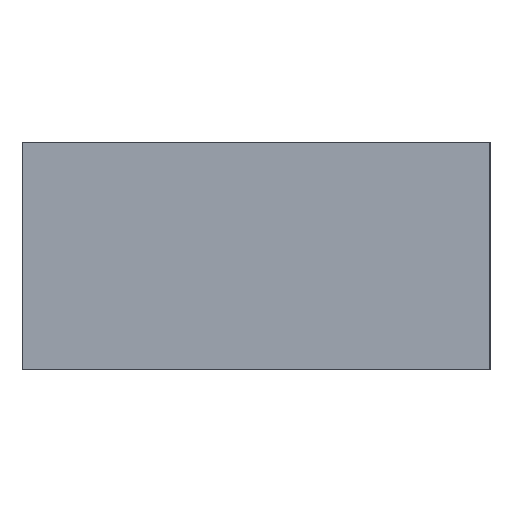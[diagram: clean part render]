
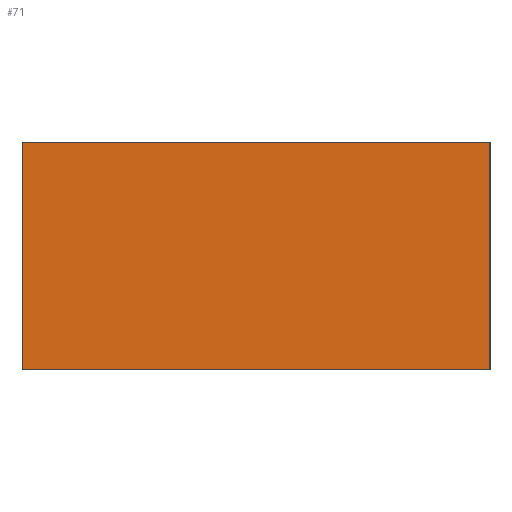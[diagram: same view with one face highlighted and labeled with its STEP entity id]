
A CAD part, left-side view. The second image highlights one B-rep face of the part: STEP entity #71.
In plain terms, the highlighted planar face has unit normal (-1, 0, 0).
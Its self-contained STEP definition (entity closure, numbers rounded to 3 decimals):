
#18 = VECTOR ( 'NONE', #207, 1000. ) ;
#29 = EDGE_CURVE ( 'NONE', #373, #477, #608, .T. ) ;
#63 = PLANE ( 'NONE',  #311 ) ;
#71 = ADVANCED_FACE ( 'NONE', ( #762 ), #63, .F. ) ;
#111 = DIRECTION ( 'NONE',  ( 0., 0., -1. ) ) ;
#121 = CARTESIAN_POINT ( 'NONE',  ( -85.336, -17.198, 17.5 ) ) ;
#207 = DIRECTION ( 'NONE',  ( 0., 0., -1. ) ) ;
#216 = ORIENTED_EDGE ( 'NONE', *, *, #222, .F. ) ;
#222 = EDGE_CURVE ( 'NONE', #477, #596, #485, .T. ) ;
#260 = EDGE_CURVE ( 'NONE', #463, #596, #317, .T. ) ;
#264 = CARTESIAN_POINT ( 'NONE',  ( -85.336, 18.852, 17.5 ) ) ;
#311 = AXIS2_PLACEMENT_3D ( 'NONE', #796, #733, #313 ) ;
#313 = DIRECTION ( 'NONE',  ( 0., 0., -1. ) ) ;
#314 = CARTESIAN_POINT ( 'NONE',  ( -85.336, 18.852, 17.5 ) ) ;
#317 = LINE ( 'NONE', #714, #399 ) ;
#324 = ORIENTED_EDGE ( 'NONE', *, *, #751, .T. ) ;
#363 = CARTESIAN_POINT ( 'NONE',  ( -85.336, -17.198, 0. ) ) ;
#373 = VERTEX_POINT ( 'NONE', #379 ) ;
#379 = CARTESIAN_POINT ( 'NONE',  ( -85.336, 18.852, 17.5 ) ) ;
#382 = DIRECTION ( 'NONE',  ( 0., -1., 0. ) ) ;
#399 = VECTOR ( 'NONE', #684, 1000. ) ;
#401 = ORIENTED_EDGE ( 'NONE', *, *, #260, .T. ) ;
#403 = LINE ( 'NONE', #314, #18 ) ;
#463 = VERTEX_POINT ( 'NONE', #633 ) ;
#468 = ORIENTED_EDGE ( 'NONE', *, *, #29, .F. ) ;
#477 = VERTEX_POINT ( 'NONE', #121 ) ;
#485 = LINE ( 'NONE', #786, #673 ) ;
#531 = EDGE_LOOP ( 'NONE', ( #401, #216, #468, #324 ) ) ;
#596 = VERTEX_POINT ( 'NONE', #363 ) ;
#608 = LINE ( 'NONE', #264, #667 ) ;
#633 = CARTESIAN_POINT ( 'NONE',  ( -85.336, 18.852, 0. ) ) ;
#667 = VECTOR ( 'NONE', #382, 1000. ) ;
#673 = VECTOR ( 'NONE', #111, 1000. ) ;
#684 = DIRECTION ( 'NONE',  ( 0., -1., 0. ) ) ;
#714 = CARTESIAN_POINT ( 'NONE',  ( -85.336, 18.852, 0. ) ) ;
#733 = DIRECTION ( 'NONE',  ( 1., 0., 0. ) ) ;
#751 = EDGE_CURVE ( 'NONE', #373, #463, #403, .T. ) ;
#762 = FACE_OUTER_BOUND ( 'NONE', #531, .T. ) ;
#786 = CARTESIAN_POINT ( 'NONE',  ( -85.336, -17.198, 17.5 ) ) ;
#796 = CARTESIAN_POINT ( 'NONE',  ( -85.336, 18.852, 17.5 ) ) ;
